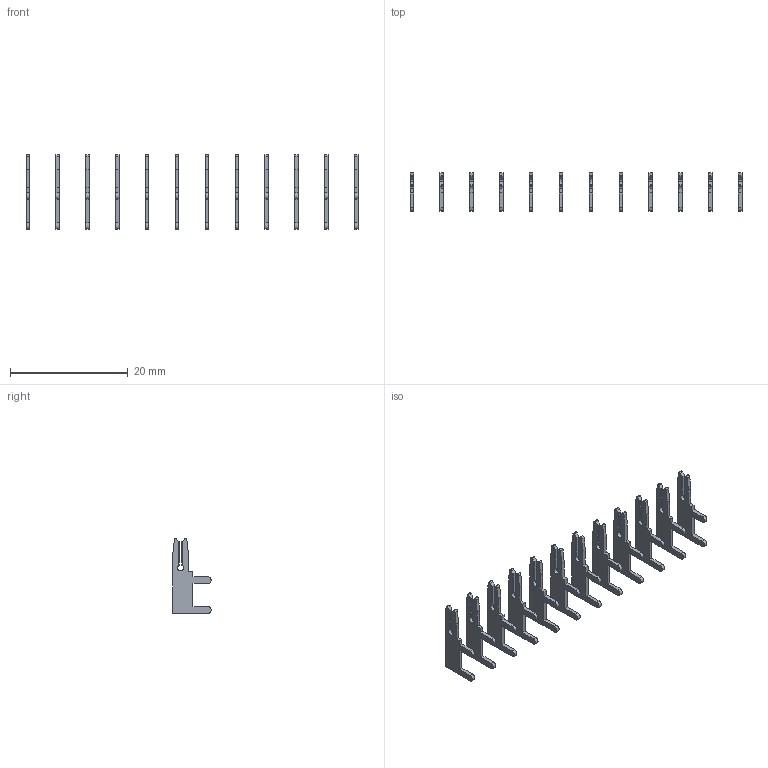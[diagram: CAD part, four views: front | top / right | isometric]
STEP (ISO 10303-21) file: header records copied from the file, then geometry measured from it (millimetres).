
FILE_DESCRIPTION (( 'STEP AP203' ), '1' );
FILE_NAME ('105-012-203-200.STEP', '2020-08-29T23:26:14', ( '' ), ( '' ), 'SwSTEP 2.0', 'SolidWorks 2020', '' );
FILE_SCHEMA (( 'CONFIG_CONTROL_DESIGN' ));
Length unit declared in the file: inch
Products named in the file (2): 100-290-001_100-290-203; 105-012-203-200
Assembly tree (12 placements, depth 2):
  105-012-203-200
    100-290-001_100-290-203  x12
Bounding box: 56.48 x 6.53 x 12.7 mm (x, y, z)
Volume: 302.9 mm3; surface area: 1388.6 mm2
Topology: 12 solids, 12 shells, 336 faces, 936 edges, 624 vertices
Faces by surface type: plane 252, cylinder 84
Entity records: 1448 total; most frequent: CARTESIAN_POINT 185, DIRECTION 174, ORIENTED_EDGE 156, EDGE_CURVE 78, LINE 60, VECTOR 60, AXIS2_PLACEMENT_3D 57, VERTEX_POINT 52
